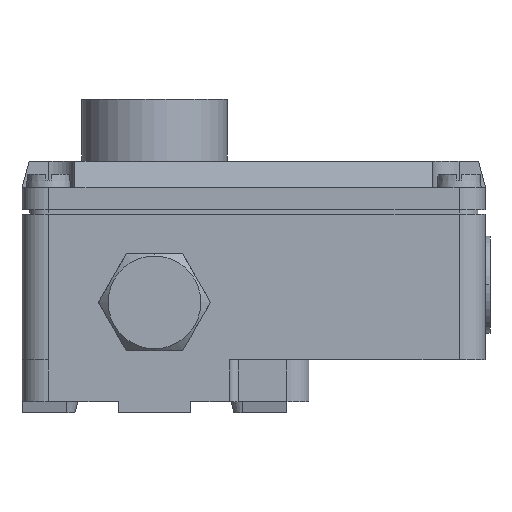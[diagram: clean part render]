
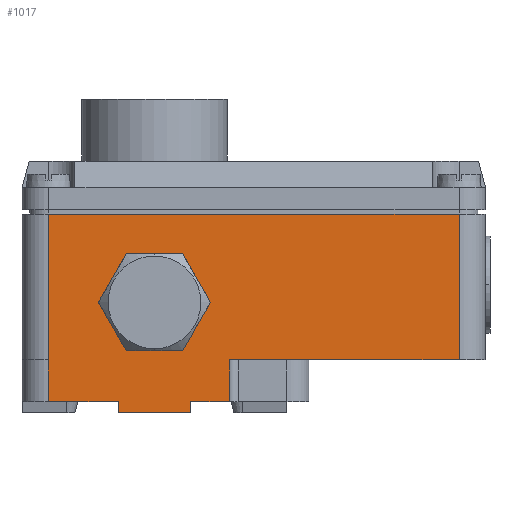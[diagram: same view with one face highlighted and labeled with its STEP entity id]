
A CAD part, left-side view. The second image highlights one B-rep face of the part: STEP entity #1017.
In plain terms, the highlighted planar face has unit normal (-1, 0, 0).
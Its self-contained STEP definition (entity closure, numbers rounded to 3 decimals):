
#1017=ADVANCED_FACE('',(#2093,#2094),#2095,.T.);
#2093=FACE_OUTER_BOUND('',#3230,.T.);
#2094=FACE_BOUND('',#3231,.T.);
#2095=PLANE('',#3232);
#3230=EDGE_LOOP('',(#6013,#6014,#6015,#6016,#6017,#6018,#6019,#6020,#6021,#6022,#6023));
#3231=EDGE_LOOP('',(#6024,#6025,#6026,#6027,#6028,#6029,#6030,#6031,#6032,#6033,#6034,#6035));
#3232=AXIS2_PLACEMENT_3D('',#6036,#6037,#6038);
#6013=ORIENTED_EDGE('',*,*,#7762,.T.);
#6014=ORIENTED_EDGE('',*,*,#7763,.T.);
#6015=ORIENTED_EDGE('',*,*,#7764,.T.);
#6016=ORIENTED_EDGE('',*,*,#7765,.F.);
#6017=ORIENTED_EDGE('',*,*,#7766,.T.);
#6018=ORIENTED_EDGE('',*,*,#7767,.F.);
#6019=ORIENTED_EDGE('',*,*,#7768,.T.);
#6020=ORIENTED_EDGE('',*,*,#7769,.T.);
#6021=ORIENTED_EDGE('',*,*,#7770,.T.);
#6022=ORIENTED_EDGE('',*,*,#7771,.F.);
#6023=ORIENTED_EDGE('',*,*,#7772,.T.);
#6024=ORIENTED_EDGE('',*,*,#7741,.T.);
#6025=ORIENTED_EDGE('',*,*,#7757,.T.);
#6026=ORIENTED_EDGE('',*,*,#7719,.T.);
#6027=ORIENTED_EDGE('',*,*,#7755,.T.);
#6028=ORIENTED_EDGE('',*,*,#7724,.T.);
#6029=ORIENTED_EDGE('',*,*,#7750,.T.);
#6030=ORIENTED_EDGE('',*,*,#7729,.T.);
#6031=ORIENTED_EDGE('',*,*,#7745,.T.);
#6032=ORIENTED_EDGE('',*,*,#7734,.T.);
#6033=ORIENTED_EDGE('',*,*,#7747,.T.);
#6034=ORIENTED_EDGE('',*,*,#7737,.T.);
#6035=ORIENTED_EDGE('',*,*,#7752,.T.);
#6036=CARTESIAN_POINT('',(5.0,53.5,12.0));
#6037=DIRECTION('',(-1.0,0.0,0.0));
#6038=DIRECTION('',(0.0,1.0,0.0));
#7719=EDGE_CURVE('',#9429,#9433,#9435,.T.);
#7724=EDGE_CURVE('',#9437,#9442,#9444,.T.);
#7729=EDGE_CURVE('',#9446,#9451,#9453,.T.);
#7734=EDGE_CURVE('',#9455,#9459,#9461,.T.);
#7737=EDGE_CURVE('',#9465,#9463,#9466,.T.);
#7741=EDGE_CURVE('',#9471,#9469,#9472,.T.);
#7745=EDGE_CURVE('',#9451,#9455,#9476,.T.);
#7747=EDGE_CURVE('',#9459,#9465,#9478,.T.);
#7750=EDGE_CURVE('',#9442,#9446,#9481,.T.);
#7752=EDGE_CURVE('',#9463,#9471,#9483,.T.);
#7755=EDGE_CURVE('',#9433,#9437,#9486,.T.);
#7757=EDGE_CURVE('',#9469,#9429,#9488,.T.);
#7762=EDGE_CURVE('',#9493,#9494,#9495,.T.);
#7763=EDGE_CURVE('',#9494,#9496,#9497,.T.);
#7764=EDGE_CURVE('',#9496,#9498,#9499,.T.);
#7765=EDGE_CURVE('',#9500,#9498,#9501,.T.);
#7766=EDGE_CURVE('',#9500,#9502,#9503,.T.);
#7767=EDGE_CURVE('',#9504,#9502,#9505,.T.);
#7768=EDGE_CURVE('',#9504,#9506,#9507,.T.);
#7769=EDGE_CURVE('',#9506,#9508,#9509,.T.);
#7770=EDGE_CURVE('',#9508,#9510,#9511,.T.);
#7771=EDGE_CURVE('',#9512,#9510,#9513,.T.);
#7772=EDGE_CURVE('',#9512,#9493,#9514,.T.);
#9429=VERTEX_POINT('',#11920);
#9433=VERTEX_POINT('',#11934);
#9435=LINE('',#11937,#11938);
#9437=VERTEX_POINT('',#11940);
#9442=VERTEX_POINT('',#11955);
#9444=LINE('',#11958,#11959);
#9446=VERTEX_POINT('',#11961);
#9451=VERTEX_POINT('',#11976);
#9453=LINE('',#11979,#11980);
#9455=VERTEX_POINT('',#11982);
#9459=VERTEX_POINT('',#11996);
#9461=LINE('',#11999,#12000);
#9463=VERTEX_POINT('',#12002);
#9465=VERTEX_POINT('',#12005);
#9466=LINE('',#12006,#12007);
#9469=VERTEX_POINT('',#12011);
#9471=VERTEX_POINT('',#12014);
#9472=LINE('',#12015,#12016);
#9476=CIRCLE('',#12021,12.7);
#9478=CIRCLE('',#12023,12.7);
#9481=CIRCLE('',#12026,12.7);
#9483=CIRCLE('',#12028,12.7);
#9486=CIRCLE('',#12031,12.7);
#9488=CIRCLE('',#12033,12.7);
#9493=VERTEX_POINT('',#12038);
#9494=VERTEX_POINT('',#12039);
#9495=LINE('',#12040,#12041);
#9496=VERTEX_POINT('',#12042);
#9497=LINE('',#12043,#12044);
#9498=VERTEX_POINT('',#12045);
#9499=LINE('',#12046,#12047);
#9500=VERTEX_POINT('',#12048);
#9501=LINE('',#12049,#12050);
#9502=VERTEX_POINT('',#12051);
#9503=LINE('',#12052,#12053);
#9504=VERTEX_POINT('',#12054);
#9505=LINE('',#12055,#12056);
#9506=VERTEX_POINT('',#12057);
#9507=LINE('',#12058,#12059);
#9508=VERTEX_POINT('',#12060);
#9509=LINE('',#12061,#12062);
#9510=VERTEX_POINT('',#12063);
#9511=LINE('',#12064,#12065);
#9512=VERTEX_POINT('',#12066);
#9513=LINE('',#12067,#12068);
#9514=LINE('',#12069,#12070);
#11920=CARTESIAN_POINT('',(5.0,69.653,14.0));
#11934=CARTESIAN_POINT('',(5.0,82.347,14.0));
#11937=CARTESIAN_POINT('',(5.0,64.75,14.0));
#11938=VECTOR('',#13908,1.0);
#11940=CARTESIAN_POINT('',(5.0,82.353,14.003));
#11955=CARTESIAN_POINT('',(5.0,88.7,24.997));
#11958=CARTESIAN_POINT('',(5.0,79.899,9.754));
#11959=VECTOR('',#13911,1.0);
#11961=CARTESIAN_POINT('',(5.0,88.7,25.003));
#11976=CARTESIAN_POINT('',(5.0,82.353,35.997));
#11979=CARTESIAN_POINT('',(5.0,85.528,30.496));
#11980=VECTOR('',#13914,1.0);
#11982=CARTESIAN_POINT('',(5.0,82.347,36.0));
#11996=CARTESIAN_POINT('',(5.0,69.653,36.0));
#11999=CARTESIAN_POINT('',(5.0,64.75,36.0));
#12000=VECTOR('',#13917,1.0);
#12002=CARTESIAN_POINT('',(5.0,63.3,25.003));
#12005=CARTESIAN_POINT('',(5.0,69.647,35.997));
#12006=CARTESIAN_POINT('',(5.0,60.847,20.754));
#12007=VECTOR('',#13919,1.0);
#12011=CARTESIAN_POINT('',(5.0,69.647,14.003));
#12014=CARTESIAN_POINT('',(5.0,63.3,24.997));
#12015=CARTESIAN_POINT('',(5.0,66.476,19.496));
#12016=VECTOR('',#13922,1.0);
#12021=AXIS2_PLACEMENT_3D('',#13927,#13928,#13929);
#12023=AXIS2_PLACEMENT_3D('',#13930,#13931,#13932);
#12026=AXIS2_PLACEMENT_3D('',#13936,#13937,#13938);
#12028=AXIS2_PLACEMENT_3D('',#13939,#13940,#13941);
#12031=AXIS2_PLACEMENT_3D('',#13945,#13946,#13947);
#12033=AXIS2_PLACEMENT_3D('',#13948,#13949,#13950);
#12038=CARTESIAN_POINT('',(5.0,100.,2.5));
#12039=CARTESIAN_POINT('',(5.0,84.17,2.5));
#12040=CARTESIAN_POINT('',(5.0,100.0,2.5));
#12041=VECTOR('',#13954,1.0);
#12042=CARTESIAN_POINT('',(5.0,84.17,0.0));
#12043=CARTESIAN_POINT('',(5.0,84.17,12.0));
#12044=VECTOR('',#13955,1.0);
#12045=CARTESIAN_POINT('',(5.0,67.83,0.0));
#12046=CARTESIAN_POINT('',(5.0,67.83,0.0));
#12047=VECTOR('',#13956,1.0);
#12048=CARTESIAN_POINT('',(5.0,67.83,2.5));
#12049=CARTESIAN_POINT('',(5.0,67.83,12.0));
#12050=VECTOR('',#13957,1.0);
#12051=CARTESIAN_POINT('',(5.0,59.0,2.5));
#12052=CARTESIAN_POINT('',(5.0,100.0,2.5));
#12053=VECTOR('',#13958,1.0);
#12054=CARTESIAN_POINT('',(5.0,59.0,12.0));
#12055=CARTESIAN_POINT('',(5.0,59.0,12.0));
#12056=VECTOR('',#13959,1.0);
#12057=CARTESIAN_POINT('',(5.0,7.0,12.0));
#12058=CARTESIAN_POINT('',(5.0,100.0,12.0));
#12059=VECTOR('',#13960,1.0);
#12060=CARTESIAN_POINT('',(5.0,7.0,45.0));
#12061=CARTESIAN_POINT('',(5.0,7.0,12.0));
#12062=VECTOR('',#13961,1.0);
#12063=CARTESIAN_POINT('',(5.0,100.0,45.0));
#12064=CARTESIAN_POINT('',(5.0,100.0,45.0));
#12065=VECTOR('',#13962,1.0);
#12066=CARTESIAN_POINT('',(5.0,100.0,12.0));
#12067=CARTESIAN_POINT('',(5.0,100.0,12.0));
#12068=VECTOR('',#13963,1.0);
#12069=CARTESIAN_POINT('',(5.0,100.,12.0));
#12070=VECTOR('',#13964,1.0);
#13908=DIRECTION('',(0.0,1.0,0.0));
#13911=DIRECTION('',(0.0,0.5,0.866));
#13914=DIRECTION('',(0.0,-0.5,0.866));
#13917=DIRECTION('',(0.0,-1.0,0.0));
#13919=DIRECTION('',(0.0,-0.5,-0.866));
#13922=DIRECTION('',(0.0,0.5,-0.866));
#13927=CARTESIAN_POINT('',(5.0,76.0,25.0));
#13928=DIRECTION('',(1.0,0.0,0.0));
#13929=DIRECTION('',(0.0,0.0,-1.0));
#13930=CARTESIAN_POINT('',(5.0,76.0,25.0));
#13931=DIRECTION('',(1.0,0.0,0.0));
#13932=DIRECTION('',(0.0,0.0,-1.0));
#13936=CARTESIAN_POINT('',(5.0,76.0,25.0));
#13937=DIRECTION('',(1.0,0.0,0.0));
#13938=DIRECTION('',(0.0,0.0,-1.0));
#13939=CARTESIAN_POINT('',(5.0,76.0,25.0));
#13940=DIRECTION('',(1.0,0.0,0.0));
#13941=DIRECTION('',(0.0,0.0,-1.0));
#13945=CARTESIAN_POINT('',(5.0,76.0,25.0));
#13946=DIRECTION('',(1.0,0.0,0.0));
#13947=DIRECTION('',(0.0,0.0,-1.0));
#13948=CARTESIAN_POINT('',(5.0,76.0,25.0));
#13949=DIRECTION('',(1.0,0.0,0.0));
#13950=DIRECTION('',(0.0,0.0,-1.0));
#13954=DIRECTION('',(0.0,-1.0,0.0));
#13955=DIRECTION('',(0.0,0.0,-1.0));
#13956=DIRECTION('',(0.0,-1.0,0.0));
#13957=DIRECTION('',(0.0,0.0,-1.0));
#13958=DIRECTION('',(0.0,-1.0,0.0));
#13959=DIRECTION('',(0.0,0.0,-1.0));
#13960=DIRECTION('',(0.0,-1.0,0.0));
#13961=DIRECTION('',(0.0,0.0,1.0));
#13962=DIRECTION('',(0.0,1.0,0.0));
#13963=DIRECTION('',(0.0,0.0,1.0));
#13964=DIRECTION('',(0.0,0.0,-1.0));
